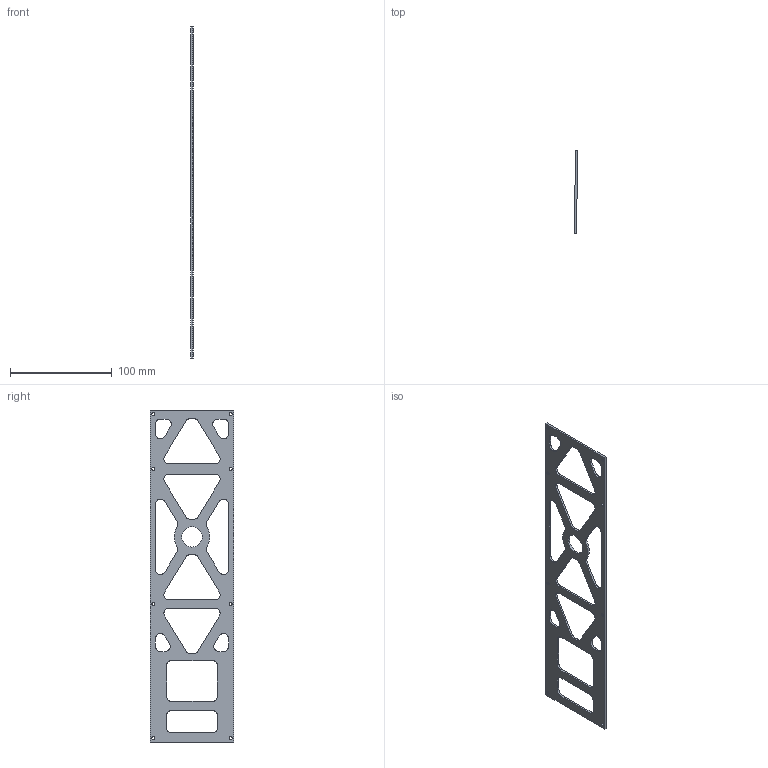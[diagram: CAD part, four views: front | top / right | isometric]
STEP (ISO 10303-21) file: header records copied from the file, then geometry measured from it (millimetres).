
FILE_DESCRIPTION(/* description */ ('CAx-IF Rec.Pracs.---Representation and Presentation of Product Manufacturing Information (PMI)---4.0---2014-10-13','CAx-IF Rec.Pracs.---3D Tessellated Geometry---0.4---2014-09-14','2;1'),/* implementation_level */ '2;1');
FILE_NAME(/* name */ 'JUSTSIDES',/* time_stamp */ '2020-02-03T17:41:51-05:00',/* author */ (''),/* organization */ (''),/* preprocessor_version */ 'ST-DEVELOPER v16.7',/* originating_system */ $,/* authorisation */ $);
FILE_SCHEMA (('AP242_MANAGED_MODEL_BASED_3D_ENGINEERING_MIM_LF { 1 0 10303 442 20130219 1 4 }'));
Length unit declared in the file: millimetre
Products named in the file (3): JUSTSIDES; V2_Structure225298; V2_Aluminum_SidePlate_+x190457
Assembly tree (2 placements, depth 3):
  JUSTSIDES
    V2_Structure225298
      V2_Aluminum_SidePlate_+x190457
Bounding box: 2.2 x 82 x 326.5 mm (x, y, z)
Volume: 27505.4 mm3; surface area: 32423.8 mm2
Topology: 1 solids, 1 shells, 122 faces, 360 edges, 240 vertices
Faces by surface type: cylinder 78, plane 44
Entity records: 4623 total; most frequent: DIRECTION 814, CARTESIAN_POINT 797, ORIENTED_EDGE 720, EDGE_CURVE 360, AXIS2_PLACEMENT_3D 329, VERTEX_POINT 240, LINE 204, VECTOR 204
